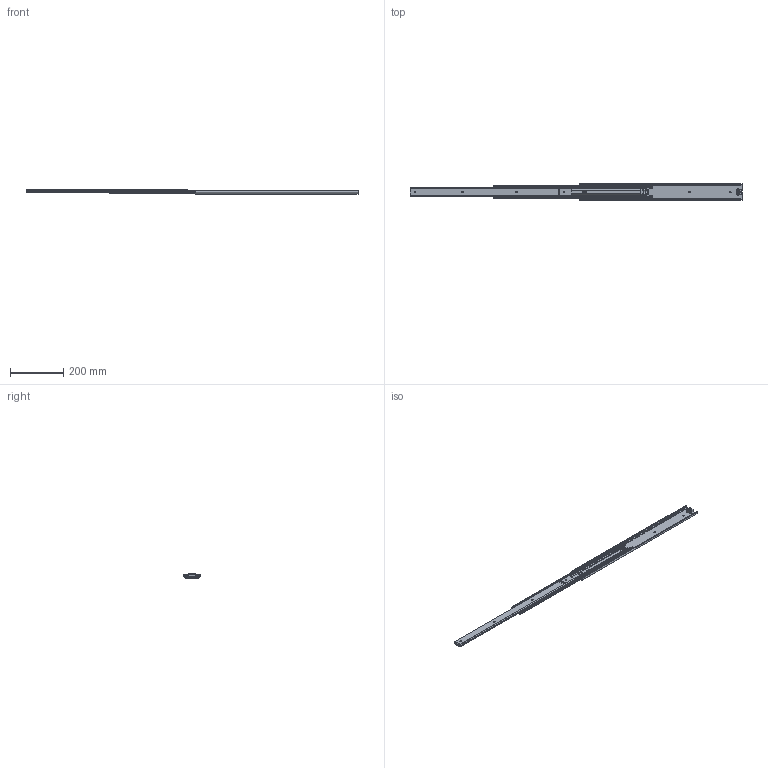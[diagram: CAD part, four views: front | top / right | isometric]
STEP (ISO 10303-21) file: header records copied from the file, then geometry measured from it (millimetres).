
FILE_DESCRIPTION (( 'STEP AP203' ), '1' );
FILE_NAME ('C630-24.STEP', '2020-05-25T07:05:11', ( '' ), ( '' ), 'SwSTEP 2.0', 'SolidWorks 2019', '' );
FILE_SCHEMA (( 'CONFIG_CONTROL_DESIGN' ));
Length unit declared in the file: millimetre
Products named in the file (9): C630-24 IM; PN161A; PN68; C630-24 CM; PN20E; C630-24; PN160A; C630-24 OM; PN48B
Assembly tree (10 placements, depth 2):
  C630-24
    C630-24 OM
    PN161A  x2
    PN20E
    C630-24 CM
    PN160A  x2
    PN48B
    C630-24 IM
    PN68
Bounding box: 1245.24 x 63 x 16 mm (x, y, z)
Volume: 242335.2 mm3; surface area: 275275.3 mm2
Topology: 10 solids, 10 shells, 629 faces, 1818 edges, 1200 vertices
Faces by surface type: plane 389, cylinder 238, cone 2
Entity records: 20290 total; most frequent: CARTESIAN_POINT 3888, ORIENTED_EDGE 3354, DIRECTION 3128, EDGE_CURVE 1677, VECTOR 1160, LINE 1160, VERTEX_POINT 1106, AXIS2_PLACEMENT_3D 984
